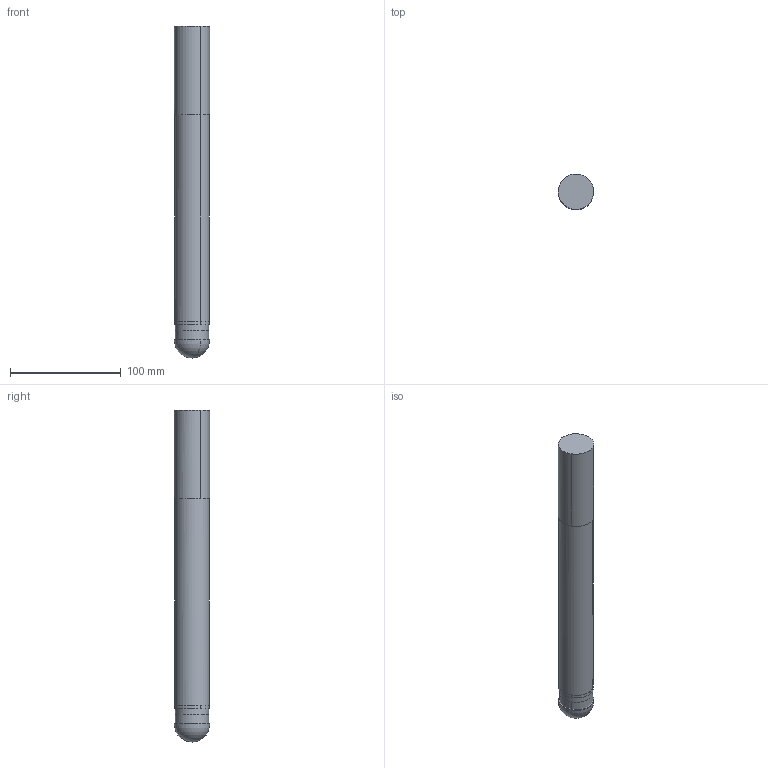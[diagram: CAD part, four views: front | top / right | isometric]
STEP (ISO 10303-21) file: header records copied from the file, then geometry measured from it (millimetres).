
FILE_DESCRIPTION((''),'2;1');
FILE_NAME('12A5Y032220U7R00','2015-12-04T',('machinek'),(''),'PRO/ENGINEER BY PARAMETRIC TECHNOLOGY CORPORATION, 2011490','PRO/ENGINEER BY PARAMETRIC TECHNOLOGY CORPORATION, 2011490','');
FILE_SCHEMA(('AUTOMOTIVE_DESIGN { 1 2 10303 214 0 1 1 1 }'));
Length unit declared in the file: millimetre
Products named in the file (3): NOCUT; CUT; 12A5Y032220U7R00
Assembly tree (2 placements, depth 2):
  12A5Y032220U7R00
    NOCUT
    CUT
Bounding box: 32 x 31.99 x 300 mm (x, y, z)
Volume: 238684.8 mm3; surface area: 32981 mm2
Topology: 2 solids, 2 shells, 28 faces, 72 edges, 46 vertices
Faces by surface type: cylinder 18, plane 4, sphere 4, cone 2
Entity records: 1283 total; most frequent: DIRECTION 186, CARTESIAN_POINT 154, ORIENTED_EDGE 128, AXIS2_PLACEMENT_3D 81, PRESENTATION_STYLE_ASSIGNMENT 76, STYLED_ITEM 76, CURVE_STYLE 74, EDGE_CURVE 64
